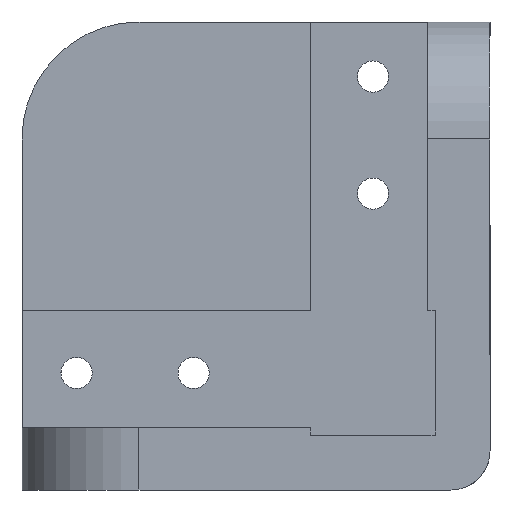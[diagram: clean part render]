
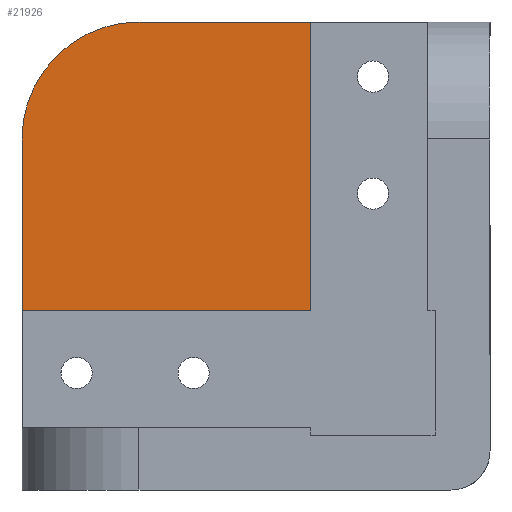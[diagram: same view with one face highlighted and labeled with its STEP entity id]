
A CAD part, left-side view. The second image highlights one B-rep face of the part: STEP entity #21926.
In plain terms, the highlighted planar face has unit normal (-1, 0, 0).
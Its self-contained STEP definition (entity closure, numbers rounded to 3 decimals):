
#663 = PLANE('',#664);
#664 = AXIS2_PLACEMENT_3D('',#665,#666,#667);
#665 = CARTESIAN_POINT('',(0.,8.,60.));
#666 = DIRECTION('',(0.,0.,-1.));
#667 = DIRECTION('',(-1.,0.,0.));
#942 = PLANE('',#943);
#943 = AXIS2_PLACEMENT_3D('',#944,#945,#946);
#944 = CARTESIAN_POINT('',(0.,60.,8.));
#945 = DIRECTION('',(0.,1.,0.));
#946 = DIRECTION('',(1.,0.,0.));
#998 = CYLINDRICAL_SURFACE('',#999,15.);
#999 = AXIS2_PLACEMENT_3D('',#1000,#1001,#1002);
#1000 = CARTESIAN_POINT('',(0.,45.,45.));
#1001 = DIRECTION('',(-1.,0.,0.));
#1002 = DIRECTION('',(0.,0.,1.));
#8600 = VERTEX_POINT('',#8601);
#8601 = CARTESIAN_POINT('',(-8.,45.,60.));
#8622 = EDGE_CURVE('',#8623,#8600,#8625,.T.);
#8623 = VERTEX_POINT('',#8624);
#8624 = CARTESIAN_POINT('',(-8.,23.,60.));
#8625 = SURFACE_CURVE('',#8626,(#8630,#8637),.PCURVE_S1.);
#8626 = LINE('',#8627,#8628);
#8627 = CARTESIAN_POINT('',(-8.,0.,60.));
#8628 = VECTOR('',#8629,1.);
#8629 = DIRECTION('',(0.,1.,0.));
#8630 = PCURVE('',#663,#8631);
#8631 = DEFINITIONAL_REPRESENTATION('',(#8632),#8636);
#8632 = LINE('',#8633,#8634);
#8633 = CARTESIAN_POINT('',(8.,-8.));
#8634 = VECTOR('',#8635,1.);
#8635 = DIRECTION('',(0.,1.));
#8636 = ( GEOMETRIC_REPRESENTATION_CONTEXT(2) 
PARAMETRIC_REPRESENTATION_CONTEXT() REPRESENTATION_CONTEXT('2D SPACE',''
  ) );
#8637 = PCURVE('',#8638,#8643);
#8638 = PLANE('',#8639);
#8639 = AXIS2_PLACEMENT_3D('',#8640,#8641,#8642);
#8640 = CARTESIAN_POINT('',(-8.,45.,60.));
#8641 = DIRECTION('',(1.,0.,0.));
#8642 = DIRECTION('',(0.,0.,1.));
#8643 = DEFINITIONAL_REPRESENTATION('',(#8644),#8648);
#8644 = LINE('',#8645,#8646);
#8645 = CARTESIAN_POINT('',(0.,45.));
#8646 = VECTOR('',#8647,1.);
#8647 = DIRECTION('',(0.,-1.));
#8648 = ( GEOMETRIC_REPRESENTATION_CONTEXT(2) 
PARAMETRIC_REPRESENTATION_CONTEXT() REPRESENTATION_CONTEXT('2D SPACE',''
  ) );
#8666 = PLANE('',#8667);
#8667 = AXIS2_PLACEMENT_3D('',#8668,#8669,#8670);
#8668 = CARTESIAN_POINT('',(-8.,23.,23.));
#8669 = DIRECTION('',(0.,1.,0.));
#8670 = DIRECTION('',(0.,0.,-1.));
#9094 = VERTEX_POINT('',#9095);
#9095 = CARTESIAN_POINT('',(-8.,60.,45.));
#9116 = EDGE_CURVE('',#9117,#9094,#9119,.T.);
#9117 = VERTEX_POINT('',#9118);
#9118 = CARTESIAN_POINT('',(-8.,55.607,55.607));
#9119 = SURFACE_CURVE('',#9120,(#9125,#9132),.PCURVE_S1.);
#9120 = CIRCLE('',#9121,15.);
#9121 = AXIS2_PLACEMENT_3D('',#9122,#9123,#9124);
#9122 = CARTESIAN_POINT('',(-8.,45.,45.));
#9123 = DIRECTION('',(-1.,0.,0.));
#9124 = DIRECTION('',(0.,-1.,0.));
#9125 = PCURVE('',#998,#9126);
#9126 = DEFINITIONAL_REPRESENTATION('',(#9127),#9131);
#9127 = LINE('',#9128,#9129);
#9128 = CARTESIAN_POINT('',(-1.571,8.));
#9129 = VECTOR('',#9130,1.);
#9130 = DIRECTION('',(1.,0.));
#9131 = ( GEOMETRIC_REPRESENTATION_CONTEXT(2) 
PARAMETRIC_REPRESENTATION_CONTEXT() REPRESENTATION_CONTEXT('2D SPACE',''
  ) );
#9132 = PCURVE('',#8638,#9133);
#9133 = DEFINITIONAL_REPRESENTATION('',(#9134),#9142);
#9134 = ( BOUNDED_CURVE() B_SPLINE_CURVE(2,(#9135,#9136,#9137,#9138,
#9139,#9140,#9141),.UNSPECIFIED.,.T.,.F.) B_SPLINE_CURVE_WITH_KNOTS((1,2
    ,2,2,2,1),(-2.094,0.,2.094,4.189,
6.283,8.378),.UNSPECIFIED.) CURVE() 
GEOMETRIC_REPRESENTATION_ITEM() RATIONAL_B_SPLINE_CURVE((1.,0.5,1.,0.5,
1.,0.5,1.)) REPRESENTATION_ITEM('') );
#9135 = CARTESIAN_POINT('',(-15.,15.));
#9136 = CARTESIAN_POINT('',(10.981,15.));
#9137 = CARTESIAN_POINT('',(-2.01,-7.5));
#9138 = CARTESIAN_POINT('',(-15.,-30.));
#9139 = CARTESIAN_POINT('',(-27.99,-7.5));
#9140 = CARTESIAN_POINT('',(-40.981,15.));
#9141 = CARTESIAN_POINT('',(-15.,15.));
#9142 = ( GEOMETRIC_REPRESENTATION_CONTEXT(2) 
PARAMETRIC_REPRESENTATION_CONTEXT() REPRESENTATION_CONTEXT('2D SPACE',''
  ) );
#9144 = EDGE_CURVE('',#8600,#9117,#9145,.T.);
#9145 = SURFACE_CURVE('',#9146,(#9151,#9158),.PCURVE_S1.);
#9146 = CIRCLE('',#9147,15.);
#9147 = AXIS2_PLACEMENT_3D('',#9148,#9149,#9150);
#9148 = CARTESIAN_POINT('',(-8.,45.,45.));
#9149 = DIRECTION('',(-1.,0.,0.));
#9150 = DIRECTION('',(0.,-1.,0.));
#9151 = PCURVE('',#998,#9152);
#9152 = DEFINITIONAL_REPRESENTATION('',(#9153),#9157);
#9153 = LINE('',#9154,#9155);
#9154 = CARTESIAN_POINT('',(-1.571,8.));
#9155 = VECTOR('',#9156,1.);
#9156 = DIRECTION('',(1.,0.));
#9157 = ( GEOMETRIC_REPRESENTATION_CONTEXT(2) 
PARAMETRIC_REPRESENTATION_CONTEXT() REPRESENTATION_CONTEXT('2D SPACE',''
  ) );
#9158 = PCURVE('',#8638,#9159);
#9159 = DEFINITIONAL_REPRESENTATION('',(#9160),#9168);
#9160 = ( BOUNDED_CURVE() B_SPLINE_CURVE(2,(#9161,#9162,#9163,#9164,
#9165,#9166,#9167),.UNSPECIFIED.,.T.,.F.) B_SPLINE_CURVE_WITH_KNOTS((1,2
    ,2,2,2,1),(-2.094,0.,2.094,4.189,
6.283,8.378),.UNSPECIFIED.) CURVE() 
GEOMETRIC_REPRESENTATION_ITEM() RATIONAL_B_SPLINE_CURVE((1.,0.5,1.,0.5,
1.,0.5,1.)) REPRESENTATION_ITEM('') );
#9161 = CARTESIAN_POINT('',(-15.,15.));
#9162 = CARTESIAN_POINT('',(10.981,15.));
#9163 = CARTESIAN_POINT('',(-2.01,-7.5));
#9164 = CARTESIAN_POINT('',(-15.,-30.));
#9165 = CARTESIAN_POINT('',(-27.99,-7.5));
#9166 = CARTESIAN_POINT('',(-40.981,15.));
#9167 = CARTESIAN_POINT('',(-15.,15.));
#9168 = ( GEOMETRIC_REPRESENTATION_CONTEXT(2) 
PARAMETRIC_REPRESENTATION_CONTEXT() REPRESENTATION_CONTEXT('2D SPACE',''
  ) );
#9405 = VERTEX_POINT('',#9406);
#9406 = CARTESIAN_POINT('',(-8.,60.,23.));
#9420 = PLANE('',#9421);
#9421 = AXIS2_PLACEMENT_3D('',#9422,#9423,#9424);
#9422 = CARTESIAN_POINT('',(-8.,23.,23.));
#9423 = DIRECTION('',(0.,0.,1.));
#9424 = DIRECTION('',(0.,1.,0.));
#9432 = EDGE_CURVE('',#9405,#9094,#9433,.T.);
#9433 = SURFACE_CURVE('',#9434,(#9438,#9445),.PCURVE_S1.);
#9434 = LINE('',#9435,#9436);
#9435 = CARTESIAN_POINT('',(-8.,60.,0.));
#9436 = VECTOR('',#9437,1.);
#9437 = DIRECTION('',(0.,0.,1.));
#9438 = PCURVE('',#942,#9439);
#9439 = DEFINITIONAL_REPRESENTATION('',(#9440),#9444);
#9440 = LINE('',#9441,#9442);
#9441 = CARTESIAN_POINT('',(-8.,8.));
#9442 = VECTOR('',#9443,1.);
#9443 = DIRECTION('',(0.,-1.));
#9444 = ( GEOMETRIC_REPRESENTATION_CONTEXT(2) 
PARAMETRIC_REPRESENTATION_CONTEXT() REPRESENTATION_CONTEXT('2D SPACE',''
  ) );
#9445 = PCURVE('',#8638,#9446);
#9446 = DEFINITIONAL_REPRESENTATION('',(#9447),#9451);
#9447 = LINE('',#9448,#9449);
#9448 = CARTESIAN_POINT('',(-60.,-15.));
#9449 = VECTOR('',#9450,1.);
#9450 = DIRECTION('',(1.,0.));
#9451 = ( GEOMETRIC_REPRESENTATION_CONTEXT(2) 
PARAMETRIC_REPRESENTATION_CONTEXT() REPRESENTATION_CONTEXT('2D SPACE',''
  ) );
#21926 = ADVANCED_FACE('',(#21927),#8638,.F.);
#21927 = FACE_BOUND('',#21928,.T.);
#21928 = EDGE_LOOP('',(#21929,#21930,#21931,#21932,#21955,#21976));
#21929 = ORIENTED_EDGE('',*,*,#9144,.T.);
#21930 = ORIENTED_EDGE('',*,*,#9116,.T.);
#21931 = ORIENTED_EDGE('',*,*,#9432,.F.);
#21932 = ORIENTED_EDGE('',*,*,#21933,.F.);
#21933 = EDGE_CURVE('',#21934,#9405,#21936,.T.);
#21934 = VERTEX_POINT('',#21935);
#21935 = CARTESIAN_POINT('',(-8.,23.,23.));
#21936 = SURFACE_CURVE('',#21937,(#21941,#21948),.PCURVE_S1.);
#21937 = LINE('',#21938,#21939);
#21938 = CARTESIAN_POINT('',(-8.,23.,23.));
#21939 = VECTOR('',#21940,1.);
#21940 = DIRECTION('',(0.,1.,0.));
#21941 = PCURVE('',#8638,#21942);
#21942 = DEFINITIONAL_REPRESENTATION('',(#21943),#21947);
#21943 = LINE('',#21944,#21945);
#21944 = CARTESIAN_POINT('',(-37.,22.));
#21945 = VECTOR('',#21946,1.);
#21946 = DIRECTION('',(0.,-1.));
#21947 = ( GEOMETRIC_REPRESENTATION_CONTEXT(2) 
PARAMETRIC_REPRESENTATION_CONTEXT() REPRESENTATION_CONTEXT('2D SPACE',''
  ) );
#21948 = PCURVE('',#9420,#21949);
#21949 = DEFINITIONAL_REPRESENTATION('',(#21950),#21954);
#21950 = LINE('',#21951,#21952);
#21951 = CARTESIAN_POINT('',(0.,0.));
#21952 = VECTOR('',#21953,1.);
#21953 = DIRECTION('',(1.,0.));
#21954 = ( GEOMETRIC_REPRESENTATION_CONTEXT(2) 
PARAMETRIC_REPRESENTATION_CONTEXT() REPRESENTATION_CONTEXT('2D SPACE',''
  ) );
#21955 = ORIENTED_EDGE('',*,*,#21956,.T.);
#21956 = EDGE_CURVE('',#21934,#8623,#21957,.T.);
#21957 = SURFACE_CURVE('',#21958,(#21962,#21969),.PCURVE_S1.);
#21958 = LINE('',#21959,#21960);
#21959 = CARTESIAN_POINT('',(-8.,23.,23.));
#21960 = VECTOR('',#21961,1.);
#21961 = DIRECTION('',(0.,0.,1.));
#21962 = PCURVE('',#8638,#21963);
#21963 = DEFINITIONAL_REPRESENTATION('',(#21964),#21968);
#21964 = LINE('',#21965,#21966);
#21965 = CARTESIAN_POINT('',(-37.,22.));
#21966 = VECTOR('',#21967,1.);
#21967 = DIRECTION('',(1.,0.));
#21968 = ( GEOMETRIC_REPRESENTATION_CONTEXT(2) 
PARAMETRIC_REPRESENTATION_CONTEXT() REPRESENTATION_CONTEXT('2D SPACE',''
  ) );
#21969 = PCURVE('',#8666,#21970);
#21970 = DEFINITIONAL_REPRESENTATION('',(#21971),#21975);
#21971 = LINE('',#21972,#21973);
#21972 = CARTESIAN_POINT('',(0.,0.));
#21973 = VECTOR('',#21974,1.);
#21974 = DIRECTION('',(-1.,0.));
#21975 = ( GEOMETRIC_REPRESENTATION_CONTEXT(2) 
PARAMETRIC_REPRESENTATION_CONTEXT() REPRESENTATION_CONTEXT('2D SPACE',''
  ) );
#21976 = ORIENTED_EDGE('',*,*,#8622,.T.);
